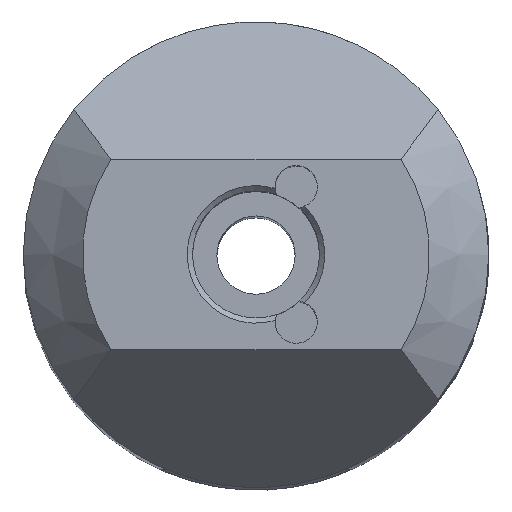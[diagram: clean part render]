
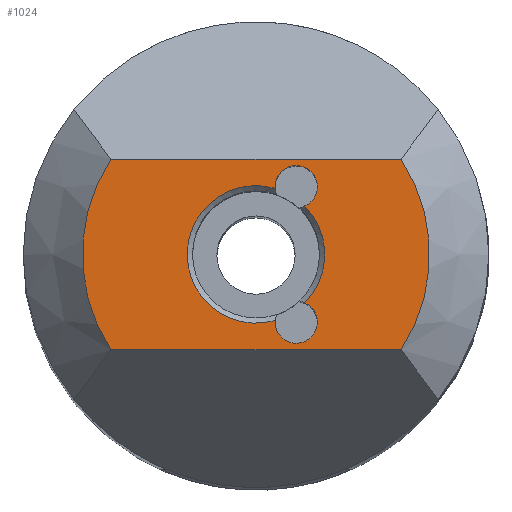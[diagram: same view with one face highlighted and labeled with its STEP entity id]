
A CAD part, top view. The second image highlights one B-rep face of the part: STEP entity #1024.
In plain terms, the highlighted planar face has unit normal (0, 0, 1).
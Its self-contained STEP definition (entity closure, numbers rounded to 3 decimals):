
#6 = ORIENTED_EDGE ( 'NONE', *, *, #1748, .F. ) ;
#7 = CARTESIAN_POINT ( 'NONE',  ( 0., 0., 90. ) ) ;
#8 = DIRECTION ( 'NONE',  ( 0., 0., 1. ) ) ;
#10 = CARTESIAN_POINT ( 'NONE',  ( 6.855, 4.5, 90. ) ) ;
#26 = EDGE_LOOP ( 'NONE', ( #1912, #279, #6, #425 ) ) ;
#46 = AXIS2_PLACEMENT_3D ( 'NONE', #1125, #985, #1753 ) ;
#75 = CIRCLE ( 'NONE', #757, 1. ) ;
#97 = EDGE_CURVE ( 'NONE', #1342, #634, #764, .T. ) ;
#101 = LINE ( 'NONE', #1668, #1636 ) ;
#176 = CARTESIAN_POINT ( 'NONE',  ( -6.855, 4.5, 90. ) ) ;
#230 = AXIS2_PLACEMENT_3D ( 'NONE', #1262, #1893, #830 ) ;
#243 = CARTESIAN_POINT ( 'NONE',  ( 0., 0., 90. ) ) ;
#253 = CARTESIAN_POINT ( 'NONE',  ( 1.9, -3.2, 90. ) ) ;
#279 = ORIENTED_EDGE ( 'NONE', *, *, #754, .T. ) ;
#282 = DIRECTION ( 'NONE',  ( 1., 0., 0. ) ) ;
#333 = CIRCLE ( 'NONE', #892, 8.2 ) ;
#341 = EDGE_CURVE ( 'NONE', #956, #577, #101, .T. ) ;
#412 = CARTESIAN_POINT ( 'NONE',  ( -11., 4.5, 90. ) ) ;
#425 = ORIENTED_EDGE ( 'NONE', *, *, #97, .T. ) ;
#472 = VERTEX_POINT ( 'NONE', #1780 ) ;
#517 = FACE_BOUND ( 'NONE', #26, .T. ) ;
#566 = DIRECTION ( 'NONE',  ( 0., 0., -1. ) ) ;
#577 = VERTEX_POINT ( 'NONE', #739 ) ;
#610 = EDGE_CURVE ( 'NONE', #1445, #2003, #2015, .T. ) ;
#634 = VERTEX_POINT ( 'NONE', #1020 ) ;
#717 = DIRECTION ( 'NONE',  ( 1., 0., 0. ) ) ;
#723 = VECTOR ( 'NONE', #717, 1000. ) ;
#739 = CARTESIAN_POINT ( 'NONE',  ( 6.855, -4.5, 90. ) ) ;
#754 = EDGE_CURVE ( 'NONE', #1227, #472, #819, .T. ) ;
#757 = AXIS2_PLACEMENT_3D ( 'NONE', #1793, #1493, #1828 ) ;
#764 = CIRCLE ( 'NONE', #1737, 3.25 ) ;
#783 = CARTESIAN_POINT ( 'NONE',  ( 2.309, 2.287, 90. ) ) ;
#786 = CIRCLE ( 'NONE', #230, 8.2 ) ;
#788 = DIRECTION ( 'NONE',  ( 1., 0., 0. ) ) ;
#819 = CIRCLE ( 'NONE', #1568, 3.25 ) ;
#830 = DIRECTION ( 'NONE',  ( 1., 0., 0. ) ) ;
#887 = DIRECTION ( 'NONE',  ( 1., 0., 0. ) ) ;
#892 = AXIS2_PLACEMENT_3D ( 'NONE', #1736, #8, #788 ) ;
#956 = VERTEX_POINT ( 'NONE', #1744 ) ;
#957 = DIRECTION ( 'NONE',  ( 1., 0., 0. ) ) ;
#985 = DIRECTION ( 'NONE',  ( 0., 0., 1. ) ) ;
#1020 = CARTESIAN_POINT ( 'NONE',  ( 0.903, 3.122, 90. ) ) ;
#1024 = ADVANCED_FACE ( 'NONE', ( #1319, #517 ), #1941, .T. ) ;
#1125 = CARTESIAN_POINT ( 'NONE',  ( 0., 0., 90. ) ) ;
#1227 = VERTEX_POINT ( 'NONE', #783 ) ;
#1235 = ORIENTED_EDGE ( 'NONE', *, *, #341, .T. ) ;
#1262 = CARTESIAN_POINT ( 'NONE',  ( 0., 0., 90. ) ) ;
#1319 = FACE_OUTER_BOUND ( 'NONE', #1940, .T. ) ;
#1342 = VERTEX_POINT ( 'NONE', #1951 ) ;
#1374 = CIRCLE ( 'NONE', #1799, 1. ) ;
#1408 = DIRECTION ( 'NONE',  ( 0., 0., -1. ) ) ;
#1445 = VERTEX_POINT ( 'NONE', #176 ) ;
#1462 = EDGE_CURVE ( 'NONE', #1445, #956, #333, .T. ) ;
#1493 = DIRECTION ( 'NONE',  ( 0., 0., 1. ) ) ;
#1499 = DIRECTION ( 'NONE',  ( 0., 0., 1. ) ) ;
#1568 = AXIS2_PLACEMENT_3D ( 'NONE', #7, #1408, #957 ) ;
#1626 = ORIENTED_EDGE ( 'NONE', *, *, #610, .F. ) ;
#1636 = VECTOR ( 'NONE', #1648, 1000. ) ;
#1648 = DIRECTION ( 'NONE',  ( 1., 0., 0. ) ) ;
#1668 = CARTESIAN_POINT ( 'NONE',  ( -11., -4.5, 90. ) ) ;
#1736 = CARTESIAN_POINT ( 'NONE',  ( 0., 0., 90. ) ) ;
#1737 = AXIS2_PLACEMENT_3D ( 'NONE', #243, #566, #887 ) ;
#1744 = CARTESIAN_POINT ( 'NONE',  ( -6.855, -4.5, 90. ) ) ;
#1748 = EDGE_CURVE ( 'NONE', #1342, #472, #1374, .T. ) ;
#1753 = DIRECTION ( 'NONE',  ( 1., 0., 0. ) ) ;
#1780 = CARTESIAN_POINT ( 'NONE',  ( 2.309, -2.287, 90. ) ) ;
#1793 = CARTESIAN_POINT ( 'NONE',  ( 1.9, 3.2, 90. ) ) ;
#1799 = AXIS2_PLACEMENT_3D ( 'NONE', #253, #1499, #282 ) ;
#1828 = DIRECTION ( 'NONE',  ( 1., 0., 0. ) ) ;
#1893 = DIRECTION ( 'NONE',  ( 0., 0., 1. ) ) ;
#1894 = ORIENTED_EDGE ( 'NONE', *, *, #1462, .T. ) ;
#1908 = EDGE_CURVE ( 'NONE', #577, #2003, #786, .T. ) ;
#1912 = ORIENTED_EDGE ( 'NONE', *, *, #1950, .F. ) ;
#1940 = EDGE_LOOP ( 'NONE', ( #1235, #1970, #1626, #1894 ) ) ;
#1941 = PLANE ( 'NONE',  #46 ) ;
#1950 = EDGE_CURVE ( 'NONE', #1227, #634, #75, .T. ) ;
#1951 = CARTESIAN_POINT ( 'NONE',  ( 0.903, -3.122, 90. ) ) ;
#1970 = ORIENTED_EDGE ( 'NONE', *, *, #1908, .T. ) ;
#2003 = VERTEX_POINT ( 'NONE', #10 ) ;
#2015 = LINE ( 'NONE', #412, #723 ) ;
